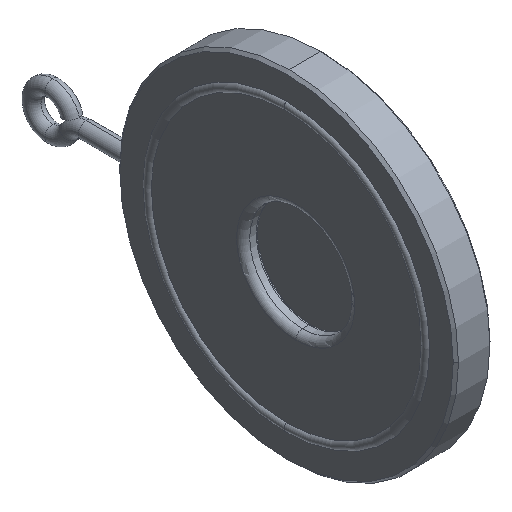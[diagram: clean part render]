
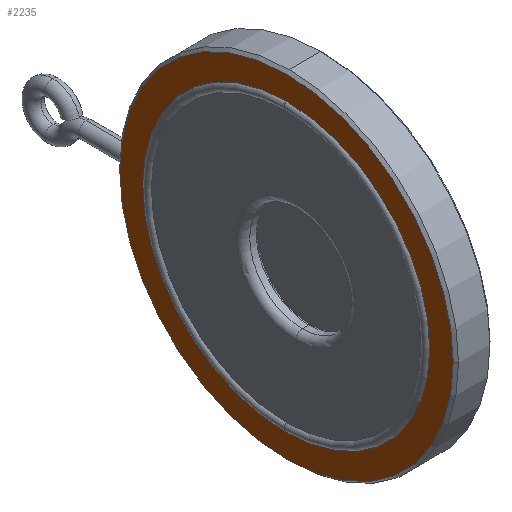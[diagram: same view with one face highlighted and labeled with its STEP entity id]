
A CAD part, isometric view. The second image highlights one B-rep face of the part: STEP entity #2235.
In plain terms, the highlighted planar face has unit normal (-1, 0, 0).
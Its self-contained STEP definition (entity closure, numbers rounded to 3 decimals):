
#104 = AXIS2_PLACEMENT_3D ( 'NONE', #602, #603, #604 ) ;
#602 = CARTESIAN_POINT ( 'NONE',  ( -7., 0., 0. ) ) ;
#603 = DIRECTION ( 'NONE',  ( -1., 0., 0. ) ) ;
#604 = DIRECTION ( 'NONE',  ( 0., 1., 0. ) ) ;
#849 = CARTESIAN_POINT ( 'NONE',  ( -7., 59.015, 0. ) ) ;
#852 = PLANE ( 'NONE',  #2065 ) ;
#854 = DIRECTION ( 'NONE',  ( -1., 0., 0. ) ) ;
#855 = DIRECTION ( 'NONE',  ( 0., 0., 1. ) ) ;
#1026 = VERTEX_POINT ( 'NONE', #1900 ) ;
#1029 = VERTEX_POINT ( 'NONE', #1901 ) ;
#1112 = FACE_OUTER_BOUND ( 'NONE', #1671, .T. ) ;
#1115 = FACE_BOUND ( 'NONE', #1673, .T. ) ;
#1116 = VERTEX_POINT ( 'NONE', #1908 ) ;
#1149 = CIRCLE ( 'NONE', #2068, 63.5 ) ;
#1165 = CIRCLE ( 'NONE', #2023, 54.53 ) ;
#1208 = CIRCLE ( 'NONE', #104, 63.5 ) ;
#1212 = VERTEX_POINT ( 'NONE', #1911 ) ;
#1220 = CIRCLE ( 'NONE', #2219, 54.53 ) ;
#1377 = CARTESIAN_POINT ( 'NONE',  ( -7., 0., 0. ) ) ;
#1378 = DIRECTION ( 'NONE',  ( -1., 0., 0. ) ) ;
#1379 = DIRECTION ( 'NONE',  ( 0., 1., 0. ) ) ;
#1386 = CARTESIAN_POINT ( 'NONE',  ( -7., 0., 0. ) ) ;
#1387 = DIRECTION ( 'NONE',  ( -1., 0., 0. ) ) ;
#1388 = DIRECTION ( 'NONE',  ( 0., 0., -1. ) ) ;
#1418 = DIRECTION ( 'NONE',  ( 0., 0., -1. ) ) ;
#1631 = CARTESIAN_POINT ( 'NONE',  ( -7., 0., 0. ) ) ;
#1632 = DIRECTION ( 'NONE',  ( -1., 0., 0. ) ) ;
#1649 = ORIENTED_EDGE ( 'NONE', *, *, #2145, .F. ) ;
#1671 = EDGE_LOOP ( 'NONE', ( #1848, #1875 ) ) ;
#1673 = EDGE_LOOP ( 'NONE', ( #1982, #1649 ) ) ;
#1848 = ORIENTED_EDGE ( 'NONE', *, *, #2211, .T. ) ;
#1875 = ORIENTED_EDGE ( 'NONE', *, *, #2158, .T. ) ;
#1900 = CARTESIAN_POINT ( 'NONE',  ( -7., 0., -54.53 ) ) ;
#1901 = CARTESIAN_POINT ( 'NONE',  ( -7., 63.5, 0. ) ) ;
#1908 = CARTESIAN_POINT ( 'NONE',  ( -7., 0., 54.53 ) ) ;
#1911 = CARTESIAN_POINT ( 'NONE',  ( -7., -63.5, 0. ) ) ;
#1982 = ORIENTED_EDGE ( 'NONE', *, *, #2213, .F. ) ;
#2023 = AXIS2_PLACEMENT_3D ( 'NONE', #1386, #1387, #1388 ) ;
#2065 = AXIS2_PLACEMENT_3D ( 'NONE', #849, #854, #855 ) ;
#2068 = AXIS2_PLACEMENT_3D ( 'NONE', #1377, #1378, #1379 ) ;
#2145 = EDGE_CURVE ( 'NONE', #1116, #1026, #1220, .T. ) ;
#2158 = EDGE_CURVE ( 'NONE', #1212, #1029, #1208, .T. ) ;
#2211 = EDGE_CURVE ( 'NONE', #1029, #1212, #1149, .T. ) ;
#2213 = EDGE_CURVE ( 'NONE', #1026, #1116, #1165, .T. ) ;
#2219 = AXIS2_PLACEMENT_3D ( 'NONE', #1631, #1632, #1418 ) ;
#2235 = ADVANCED_FACE ( 'NONE', ( #1112, #1115 ), #852, .T. ) ;
